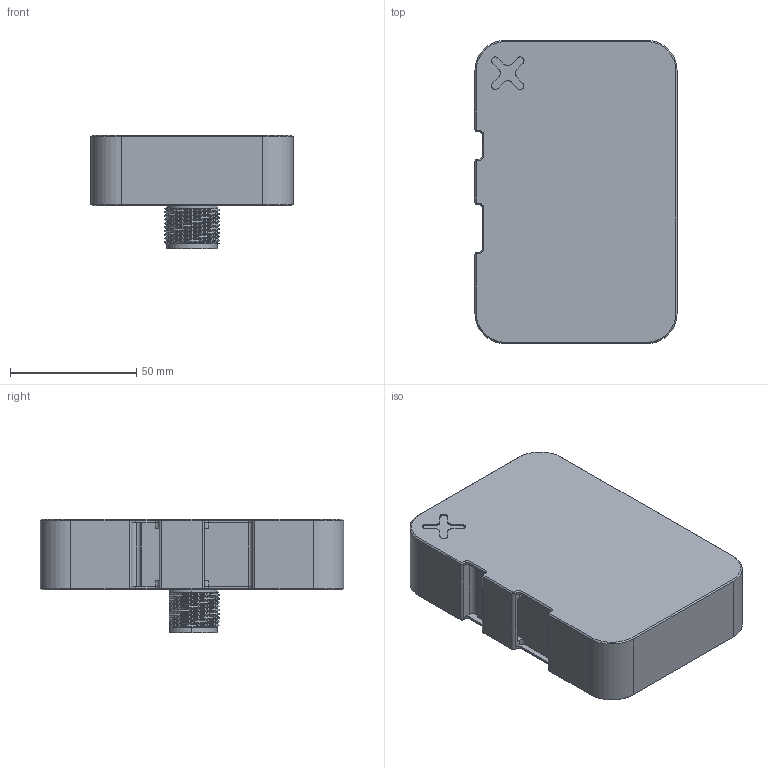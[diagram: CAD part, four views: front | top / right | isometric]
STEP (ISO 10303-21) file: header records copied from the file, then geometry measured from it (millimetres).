
FILE_DESCRIPTION (( 'STEP AP214' ), '1' );
FILE_NAME ('+JSPOU002 R02 FOR CUSTOMER.STEP', '2019-03-06T13:45:26', ( '' ), ( '' ), 'SwSTEP 2.0', 'SolidWorks 2018', '' );
FILE_SCHEMA (( 'AUTOMOTIVE_DESIGN' ));
Length unit declared in the file: millimetre
Products named in the file (1): +JSPOU002 R02 FOR CUSTOMER
Bounding box: 80 x 120 x 44.95 mm (x, y, z)
Volume: 259178 mm3; surface area: 40382.8 mm2
Topology: 1 solids, 12 shells, 2867 faces, 8361 edges, 5515 vertices
Faces by surface type: plane 2593, cylinder 176, bspline 58, cone 40
Entity records: 138491 total; most frequent: CARTESIAN_POINT 31481, ORIENTED_EDGE 16722, DIRECTION 14039, EDGE_CURVE 8361, VECTOR 7799, LINE 7799, VERTEX_POINT 5515, AXIS2_PLACEMENT_3D 3120
